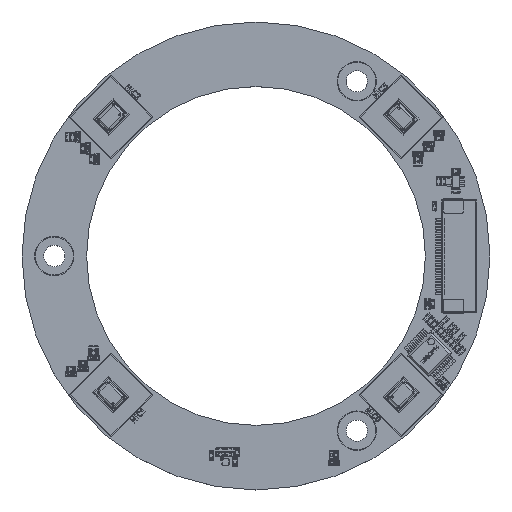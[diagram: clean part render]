
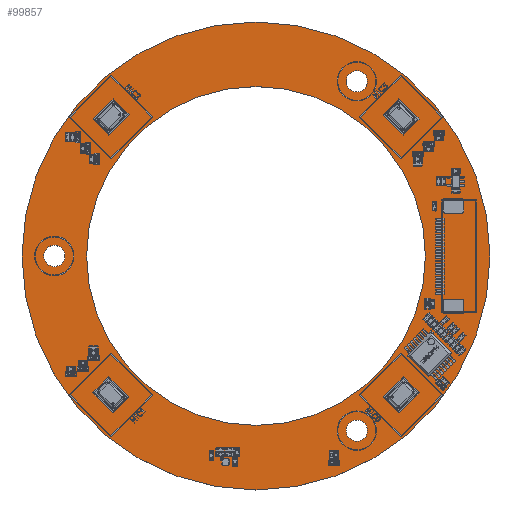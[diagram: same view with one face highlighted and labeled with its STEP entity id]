
A CAD part, top view. The second image highlights one B-rep face of the part: STEP entity #99857.
In plain terms, the highlighted planar face has unit normal (0, 0, 1).
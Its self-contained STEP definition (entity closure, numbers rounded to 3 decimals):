
#99734 = VERTEX_POINT('',#99735);
#99735 = CARTESIAN_POINT('',(36.25,0.,1.51));
#99741 = EDGE_CURVE('',#99734,#99734,#99742,.T.);
#99742 = CIRCLE('',#99743,36.25);
#99743 = AXIS2_PLACEMENT_3D('',#99744,#99745,#99746);
#99744 = CARTESIAN_POINT('',(0.,0.,1.51));
#99745 = DIRECTION('',(0.,0.,1.));
#99746 = DIRECTION('',(1.,0.,-0.));
#99857 = ADVANCED_FACE('',(#99858,#99861,#99872,#99883,#99894,#99905,
    #99916,#99927,#99938),#99949,.T.);
#99858 = FACE_BOUND('',#99859,.T.);
#99859 = EDGE_LOOP('',(#99860));
#99860 = ORIENTED_EDGE('',*,*,#99741,.T.);
#99861 = FACE_BOUND('',#99862,.T.);
#99862 = EDGE_LOOP('',(#99863));
#99863 = ORIENTED_EDGE('',*,*,#99864,.T.);
#99864 = EDGE_CURVE('',#99865,#99865,#99867,.T.);
#99865 = VERTEX_POINT('',#99866);
#99866 = CARTESIAN_POINT('',(-22.008,-22.493,1.51));
#99867 = CIRCLE('',#99868,0.5);
#99868 = AXIS2_PLACEMENT_3D('',#99869,#99870,#99871);
#99869 = CARTESIAN_POINT('',(-22.008,-21.993,1.51));
#99870 = DIRECTION('',(-0.,0.,-1.));
#99871 = DIRECTION('',(-0.,-1.,0.));
#99872 = FACE_BOUND('',#99873,.T.);
#99873 = EDGE_LOOP('',(#99874));
#99874 = ORIENTED_EDGE('',*,*,#99875,.F.);
#99875 = EDGE_CURVE('',#99876,#99876,#99878,.T.);
#99876 = VERTEX_POINT('',#99877);
#99877 = CARTESIAN_POINT('',(17.275,-27.063,1.51));
#99878 = CIRCLE('',#99879,1.65);
#99879 = AXIS2_PLACEMENT_3D('',#99880,#99881,#99882);
#99880 = CARTESIAN_POINT('',(15.625,-27.063,1.51));
#99881 = DIRECTION('',(0.,0.,1.));
#99882 = DIRECTION('',(1.,0.,-0.));
#99883 = FACE_BOUND('',#99884,.T.);
#99884 = EDGE_LOOP('',(#99885));
#99885 = ORIENTED_EDGE('',*,*,#99886,.T.);
#99886 = EDGE_CURVE('',#99887,#99887,#99889,.T.);
#99887 = VERTEX_POINT('',#99888);
#99888 = CARTESIAN_POINT('',(22.008,-22.493,1.51));
#99889 = CIRCLE('',#99890,0.5);
#99890 = AXIS2_PLACEMENT_3D('',#99891,#99892,#99893);
#99891 = CARTESIAN_POINT('',(22.008,-21.993,1.51));
#99892 = DIRECTION('',(-0.,0.,-1.));
#99893 = DIRECTION('',(-0.,-1.,0.));
#99894 = FACE_BOUND('',#99895,.T.);
#99895 = EDGE_LOOP('',(#99896));
#99896 = ORIENTED_EDGE('',*,*,#99897,.F.);
#99897 = EDGE_CURVE('',#99898,#99898,#99900,.T.);
#99898 = VERTEX_POINT('',#99899);
#99899 = CARTESIAN_POINT('',(-29.6,0.,1.51));
#99900 = CIRCLE('',#99901,1.65);
#99901 = AXIS2_PLACEMENT_3D('',#99902,#99903,#99904);
#99902 = CARTESIAN_POINT('',(-31.25,0.,1.51));
#99903 = DIRECTION('',(0.,0.,1.));
#99904 = DIRECTION('',(1.,0.,-0.));
#99905 = FACE_BOUND('',#99906,.T.);
#99906 = EDGE_LOOP('',(#99907));
#99907 = ORIENTED_EDGE('',*,*,#99908,.T.);
#99908 = EDGE_CURVE('',#99909,#99909,#99911,.T.);
#99909 = VERTEX_POINT('',#99910);
#99910 = CARTESIAN_POINT('',(-21.974,21.51,1.51));
#99911 = CIRCLE('',#99912,0.5);
#99912 = AXIS2_PLACEMENT_3D('',#99913,#99914,#99915);
#99913 = CARTESIAN_POINT('',(-21.974,22.01,1.51));
#99914 = DIRECTION('',(-0.,0.,-1.));
#99915 = DIRECTION('',(-0.,-1.,0.));
#99916 = FACE_BOUND('',#99917,.T.);
#99917 = EDGE_LOOP('',(#99918));
#99918 = ORIENTED_EDGE('',*,*,#99919,.F.);
#99919 = EDGE_CURVE('',#99920,#99920,#99922,.T.);
#99920 = VERTEX_POINT('',#99921);
#99921 = CARTESIAN_POINT('',(26.25,0.,1.51));
#99922 = CIRCLE('',#99923,26.25);
#99923 = AXIS2_PLACEMENT_3D('',#99924,#99925,#99926);
#99924 = CARTESIAN_POINT('',(0.,0.,1.51));
#99925 = DIRECTION('',(0.,0.,1.));
#99926 = DIRECTION('',(1.,0.,-0.));
#99927 = FACE_BOUND('',#99928,.T.);
#99928 = EDGE_LOOP('',(#99929));
#99929 = ORIENTED_EDGE('',*,*,#99930,.F.);
#99930 = EDGE_CURVE('',#99931,#99931,#99933,.T.);
#99931 = VERTEX_POINT('',#99932);
#99932 = CARTESIAN_POINT('',(17.275,27.063,1.51));
#99933 = CIRCLE('',#99934,1.65);
#99934 = AXIS2_PLACEMENT_3D('',#99935,#99936,#99937);
#99935 = CARTESIAN_POINT('',(15.625,27.063,1.51));
#99936 = DIRECTION('',(0.,0.,1.));
#99937 = DIRECTION('',(1.,0.,-0.));
#99938 = FACE_BOUND('',#99939,.T.);
#99939 = EDGE_LOOP('',(#99940));
#99940 = ORIENTED_EDGE('',*,*,#99941,.T.);
#99941 = EDGE_CURVE('',#99942,#99942,#99944,.T.);
#99942 = VERTEX_POINT('',#99943);
#99943 = CARTESIAN_POINT('',(21.997,21.51,1.51));
#99944 = CIRCLE('',#99945,0.5);
#99945 = AXIS2_PLACEMENT_3D('',#99946,#99947,#99948);
#99946 = CARTESIAN_POINT('',(21.997,22.01,1.51));
#99947 = DIRECTION('',(-0.,0.,-1.));
#99948 = DIRECTION('',(-0.,-1.,0.));
#99949 = PLANE('',#99950);
#99950 = AXIS2_PLACEMENT_3D('',#99951,#99952,#99953);
#99951 = CARTESIAN_POINT('',(0.,0.,1.51));
#99952 = DIRECTION('',(0.,0.,1.));
#99953 = DIRECTION('',(1.,0.,-0.));
